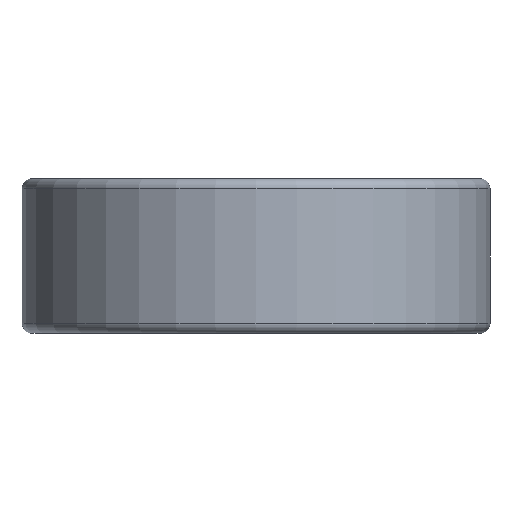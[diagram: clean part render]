
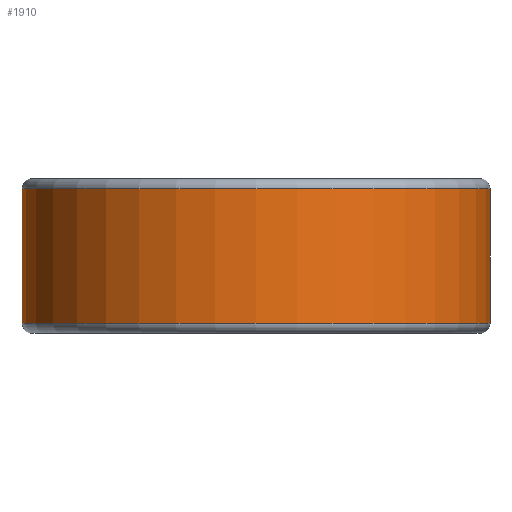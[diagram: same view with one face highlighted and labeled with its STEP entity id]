
A CAD part, front view. The second image highlights one B-rep face of the part: STEP entity #1910.
In plain terms, the highlighted cylindrical face has radius 12.05 mm (diameter 24.1 mm), a partial arc.
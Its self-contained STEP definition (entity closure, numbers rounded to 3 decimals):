
#503=CARTESIAN_POINT('',(0.,0.,3.475));
#504=DIRECTION('',(0.,0.,1.));
#505=DIRECTION('',(-1.,0.,0.));
#506=AXIS2_PLACEMENT_3D('',#503,#504,#505);
#508=CARTESIAN_POINT('',(0.,0.,-3.475));
#509=DIRECTION('',(0.,0.,-1.));
#510=DIRECTION('',(1.,0.,0.));
#511=AXIS2_PLACEMENT_3D('',#508,#509,#510);
#513=DIRECTION('',(0.,0.,1.));
#514=VECTOR('',#513,6.95);
#515=CARTESIAN_POINT('',(-12.05,0.,-3.475));
#516=LINE('',#515,#514);
#527=DIRECTION('',(0.,0.,1.));
#528=VECTOR('',#527,6.95);
#529=CARTESIAN_POINT('',(12.05,0.,-3.475));
#530=LINE('',#529,#528);
#1106=CARTESIAN_POINT('',(-12.05,0.,3.475));
#1107=CARTESIAN_POINT('',(12.05,0.,3.475));
#1108=VERTEX_POINT('',#1106);
#1109=VERTEX_POINT('',#1107);
#1130=CARTESIAN_POINT('',(12.05,0.,-3.475));
#1131=CARTESIAN_POINT('',(-12.05,0.,-3.475));
#1132=VERTEX_POINT('',#1130);
#1133=VERTEX_POINT('',#1131);
#1896=CARTESIAN_POINT('',(0.,0.,-3.975));
#1897=DIRECTION('',(0.,0.,1.));
#1898=DIRECTION('',(1.,0.,0.));
#1899=AXIS2_PLACEMENT_3D('',#1896,#1897,#1898);
#1900=CYLINDRICAL_SURFACE('',#1899,12.05);
#1901=ORIENTED_EDGE('',*,*,#1890,.T.);
#1903=ORIENTED_EDGE('',*,*,#1902,.F.);
#1905=ORIENTED_EDGE('',*,*,#1904,.T.);
#1907=ORIENTED_EDGE('',*,*,#1906,.T.);
#1908=EDGE_LOOP('',(#1901,#1903,#1905,#1907));
#1909=FACE_OUTER_BOUND('',#1908,.F.);
#1910=ADVANCED_FACE('',(#1909),#1900,.T.);
#507=CIRCLE('',#506,12.05);
#512=CIRCLE('',#511,12.05);
#1890=EDGE_CURVE('',#1108,#1109,#507,.T.);
#1902=EDGE_CURVE('',#1132,#1109,#530,.T.);
#1904=EDGE_CURVE('',#1132,#1133,#512,.T.);
#1906=EDGE_CURVE('',#1133,#1108,#516,.T.);
